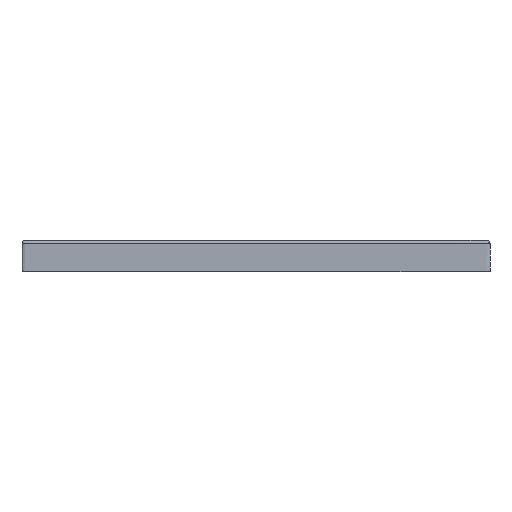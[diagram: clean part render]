
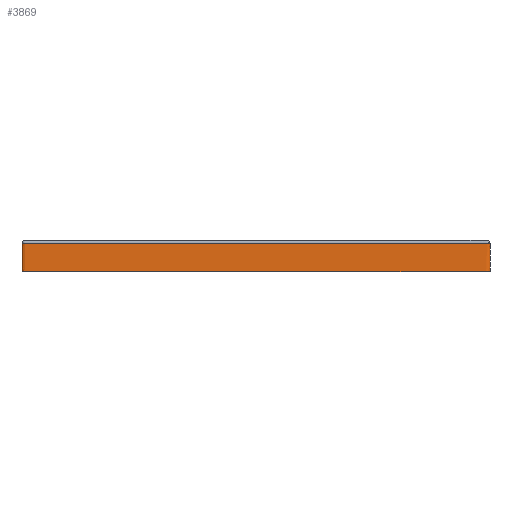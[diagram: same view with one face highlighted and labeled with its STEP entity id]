
A CAD part, front view. The second image highlights one B-rep face of the part: STEP entity #3869.
In plain terms, the highlighted face is a extrusion surface.
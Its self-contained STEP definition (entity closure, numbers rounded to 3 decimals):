
#328=SURFACE_OF_LINEAR_EXTRUSION('',#3248,#16540);
#331=FACE_BOUND('',#6297,.T.);
#332=FACE_BOUND('',#6298,.T.);
#2974=(
BOUNDED_CURVE()
B_SPLINE_CURVE(3,(#23772,#23773,#23774,#23775,#23776,#23777,#23778,#23779,
#23780,#23781,#23782,#23783,#23784,#23785,#23786,#23787,#23788,#23789,#23790,
#23791,#23792,#23793,#23794,#23795,#23796),.UNSPECIFIED.,.T.,.F.)
B_SPLINE_CURVE_WITH_KNOTS((1,3,3,3,3,3,3,3,3,3,1),(-0.333,0.,
0.002,0.175,0.177,0.393,
0.396,0.664,0.667,1.,1.002),
 .UNSPECIFIED.)
CURVE()
GEOMETRIC_REPRESENTATION_ITEM()
RATIONAL_B_SPLINE_CURVE((1.,0.805,0.805,1.,1.,1.,
1.,0.805,0.805,1.,1.,1.,1.,0.805,0.805,
1.,1.,1.,1.,0.805,0.805,1.,1.,1.,1.))
REPRESENTATION_ITEM('')
);
#3247=(
BOUNDED_CURVE()
B_SPLINE_CURVE(3,(#29411,#29412,#29413,#29414,#29415,#29416,#29417,#29418,
#29419,#29420,#29421,#29422,#29423,#29424,#29425,#29426,#29427,#29428,#29429,
#29430,#29431,#29432,#29433,#29434,#29435,#29436,#29437,#29438),
 .UNSPECIFIED.,.T.,.F.)
B_SPLINE_CURVE_WITH_KNOTS((1,3,3,3,3,3,3,3,3,3,3,1),(-0.13,
0.,0.086,0.088,0.356,0.36,
0.693,0.694,0.868,0.87,
1.,1.086),.UNSPECIFIED.)
CURVE()
GEOMETRIC_REPRESENTATION_ITEM()
RATIONAL_B_SPLINE_CURVE((1.,1.,1.,1.,0.805,0.805,
1.,1.,1.,1.,0.805,0.805,1.,1.,1.,1.,0.805,
0.805,1.,1.,1.,1.,0.805,0.805,1.,1.,
1.,1.))
REPRESENTATION_ITEM('')
);
#3248=(
BOUNDED_CURVE()
B_SPLINE_CURVE(3,(#29440,#29441,#29442,#29443,#29444,#29445,#29446,#29447,
#29448,#29449,#29450,#29451,#29452,#29453,#29454,#29455,#29456,#29457,#29458,
#29459,#29460,#29461,#29462,#29463,#29464),.UNSPECIFIED.,.T.,.F.)
B_SPLINE_CURVE_WITH_KNOTS((1,3,3,3,3,3,3,3,3,3,1),(-0.333,0.,
0.002,0.175,0.177,0.393,
0.396,0.664,0.667,1.,1.002),
 .UNSPECIFIED.)
CURVE()
GEOMETRIC_REPRESENTATION_ITEM()
RATIONAL_B_SPLINE_CURVE((1.,0.805,0.805,1.,1.,1.,
1.,0.805,0.805,1.,1.,1.,1.,0.805,0.805,
1.,1.,1.,1.,0.805,0.805,1.,1.,1.,1.))
REPRESENTATION_ITEM('')
);
#3869=ADVANCED_FACE('',(#331,#332),#328,.T.);
#6297=EDGE_LOOP('',(#9124));
#6298=EDGE_LOOP('',(#9125));
#9124=ORIENTED_EDGE('',*,*,#14677,.T.);
#9125=ORIENTED_EDGE('',*,*,#13579,.F.);
#12192=VERTEX_POINT('',#23797);
#12746=VERTEX_POINT('',#29439);
#13579=EDGE_CURVE('',#12192,#12192,#2974,.T.);
#14677=EDGE_CURVE('',#12746,#12746,#3247,.T.);
#16540=VECTOR('',#21312,1.);
#21312=DIRECTION('',(0.,0.,-1.));
#23772=CARTESIAN_POINT('',(-444.,-720.,-16.5));
#23773=CARTESIAN_POINT('',(-447.515,-720.,-16.5));
#23774=CARTESIAN_POINT('',(-450.,-717.515,-16.5));
#23775=CARTESIAN_POINT('',(-450.,-714.,-16.5));
#23776=CARTESIAN_POINT('',(-450.,-418.,-16.5));
#23777=CARTESIAN_POINT('',(-450.,-122.,-16.5));
#23778=CARTESIAN_POINT('',(-450.,174.,-16.5));
#23779=CARTESIAN_POINT('',(-450.,177.515,-16.5));
#23780=CARTESIAN_POINT('',(-447.515,180.,-16.5));
#23781=CARTESIAN_POINT('',(-444.,180.,-16.5));
#23782=CARTESIAN_POINT('',(-148.,180.,-16.5));
#23783=CARTESIAN_POINT('',(148.,180.,-16.5));
#23784=CARTESIAN_POINT('',(444.,180.,-16.5));
#23785=CARTESIAN_POINT('',(447.515,180.,-16.5));
#23786=CARTESIAN_POINT('',(450.,177.515,-16.5));
#23787=CARTESIAN_POINT('',(450.,174.,-16.5));
#23788=CARTESIAN_POINT('',(450.,-122.,-16.5));
#23789=CARTESIAN_POINT('',(450.,-418.,-16.5));
#23790=CARTESIAN_POINT('',(450.,-714.,-16.5));
#23791=CARTESIAN_POINT('',(450.,-717.515,-16.5));
#23792=CARTESIAN_POINT('',(447.515,-720.,-16.5));
#23793=CARTESIAN_POINT('',(444.,-720.,-16.5));
#23794=CARTESIAN_POINT('',(148.,-720.,-16.5));
#23795=CARTESIAN_POINT('',(-148.,-720.,-16.5));
#23796=CARTESIAN_POINT('',(-444.,-720.,-16.5));
#23797=CARTESIAN_POINT('',(-444.,-720.,-16.5));
#29411=CARTESIAN_POINT('',(91.,180.,38.5));
#29412=CARTESIAN_POINT('',(208.667,180.,38.5));
#29413=CARTESIAN_POINT('',(326.333,180.,38.5));
#29414=CARTESIAN_POINT('',(444.,180.,38.5));
#29415=CARTESIAN_POINT('',(447.515,180.,38.5));
#29416=CARTESIAN_POINT('',(450.,177.515,38.5));
#29417=CARTESIAN_POINT('',(450.,174.,38.5));
#29418=CARTESIAN_POINT('',(450.,-122.,38.5));
#29419=CARTESIAN_POINT('',(450.,-418.,38.5));
#29420=CARTESIAN_POINT('',(450.,-714.,38.5));
#29421=CARTESIAN_POINT('',(450.,-717.515,38.5));
#29422=CARTESIAN_POINT('',(447.515,-720.,38.5));
#29423=CARTESIAN_POINT('',(444.,-720.,38.5));
#29424=CARTESIAN_POINT('',(148.,-720.,38.5));
#29425=CARTESIAN_POINT('',(-148.,-720.,38.5));
#29426=CARTESIAN_POINT('',(-444.,-720.,38.5));
#29427=CARTESIAN_POINT('',(-447.515,-720.,38.5));
#29428=CARTESIAN_POINT('',(-450.,-717.515,38.5));
#29429=CARTESIAN_POINT('',(-450.,-714.,38.5));
#29430=CARTESIAN_POINT('',(-450.,-418.,38.5));
#29431=CARTESIAN_POINT('',(-450.,-122.,38.5));
#29432=CARTESIAN_POINT('',(-450.,174.,38.5));
#29433=CARTESIAN_POINT('',(-450.,177.515,38.5));
#29434=CARTESIAN_POINT('',(-447.515,180.,38.5));
#29435=CARTESIAN_POINT('',(-444.,180.,38.5));
#29436=CARTESIAN_POINT('',(-265.667,180.,38.5));
#29437=CARTESIAN_POINT('',(-87.333,180.,38.5));
#29438=CARTESIAN_POINT('',(91.,180.,38.5));
#29439=CARTESIAN_POINT('',(91.,180.,38.5));
#29440=CARTESIAN_POINT('',(-444.,-720.,43.5));
#29441=CARTESIAN_POINT('',(-447.515,-720.,43.5));
#29442=CARTESIAN_POINT('',(-450.,-717.515,43.5));
#29443=CARTESIAN_POINT('',(-450.,-714.,43.5));
#29444=CARTESIAN_POINT('',(-450.,-418.,43.5));
#29445=CARTESIAN_POINT('',(-450.,-122.,43.5));
#29446=CARTESIAN_POINT('',(-450.,174.,43.5));
#29447=CARTESIAN_POINT('',(-450.,177.515,43.5));
#29448=CARTESIAN_POINT('',(-447.515,180.,43.5));
#29449=CARTESIAN_POINT('',(-444.,180.,43.5));
#29450=CARTESIAN_POINT('',(-148.,180.,43.5));
#29451=CARTESIAN_POINT('',(148.,180.,43.5));
#29452=CARTESIAN_POINT('',(444.,180.,43.5));
#29453=CARTESIAN_POINT('',(447.515,180.,43.5));
#29454=CARTESIAN_POINT('',(450.,177.515,43.5));
#29455=CARTESIAN_POINT('',(450.,174.,43.5));
#29456=CARTESIAN_POINT('',(450.,-122.,43.5));
#29457=CARTESIAN_POINT('',(450.,-418.,43.5));
#29458=CARTESIAN_POINT('',(450.,-714.,43.5));
#29459=CARTESIAN_POINT('',(450.,-717.515,43.5));
#29460=CARTESIAN_POINT('',(447.515,-720.,43.5));
#29461=CARTESIAN_POINT('',(444.,-720.,43.5));
#29462=CARTESIAN_POINT('',(148.,-720.,43.5));
#29463=CARTESIAN_POINT('',(-148.,-720.,43.5));
#29464=CARTESIAN_POINT('',(-444.,-720.,43.5));
